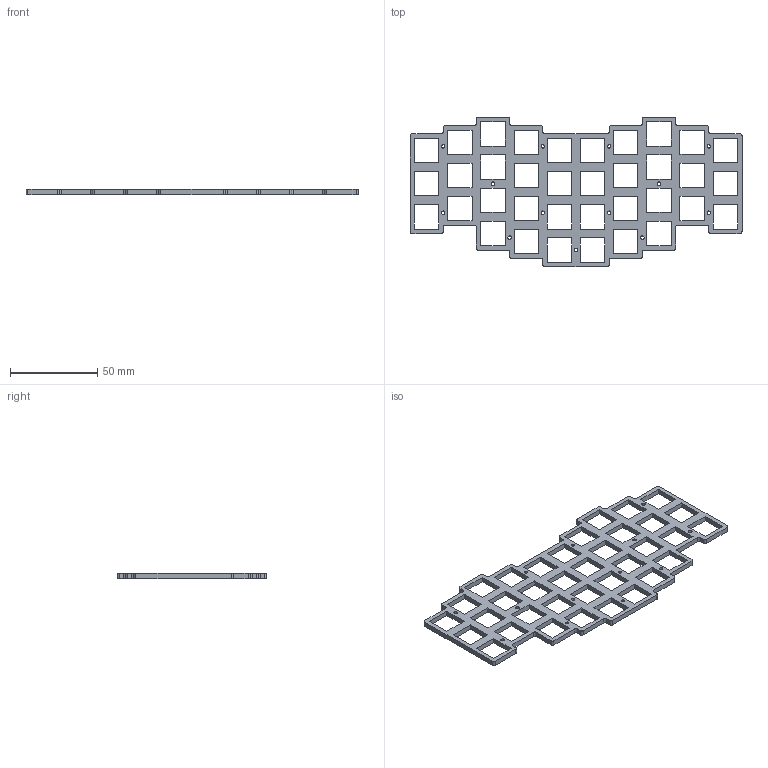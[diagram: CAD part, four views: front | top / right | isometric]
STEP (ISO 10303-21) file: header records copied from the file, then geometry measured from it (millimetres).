
FILE_DESCRIPTION(('HOOPS Exchange Step'),'2;1');
FILE_NAME('temp_export','2022-10-13T17:31:17-04:00',('mobile'),('Shapr3D Limited'),'HOOPS Exchange 2022.1','Shapr3D','Authorized');
FILE_SCHEMA( ('AP203_CONFIGURATION_CONTROLLED_3D_DESIGN_OF_MECHANICAL_PARTS_AND_ASSEMBLIES_MIM_LF') );
Length unit declared in the file: millimetre
Products named in the file (1): Plate
Bounding box: 190.54 x 85.76 x 3 mm (x, y, z)
Volume: 17935 mm3; surface area: 19969.4 mm2
Topology: 1 solids, 1 shells, 231 faces, 713 edges, 484 vertices
Faces by surface type: plane 182, cylinder 49
Full cylindrical faces by diameter (mm): 2 x13
Entity records: 8159 total; most frequent: CARTESIAN_POINT 1429, ORIENTED_EDGE 1426, DIRECTION 1301, EDGE_CURVE 713, VECTOR 589, LINE 589, VERTEX_POINT 484, AXIS2_PLACEMENT_3D 356
